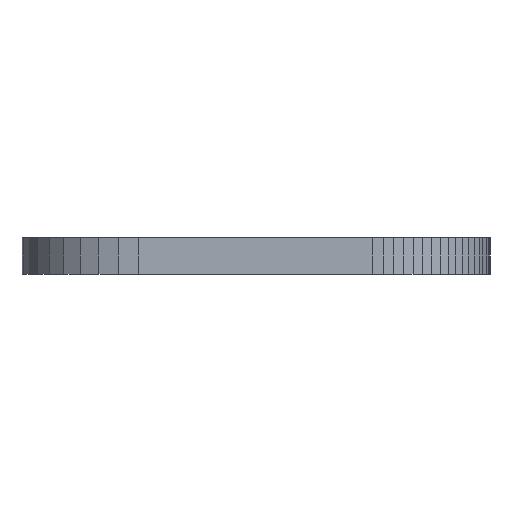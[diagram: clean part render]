
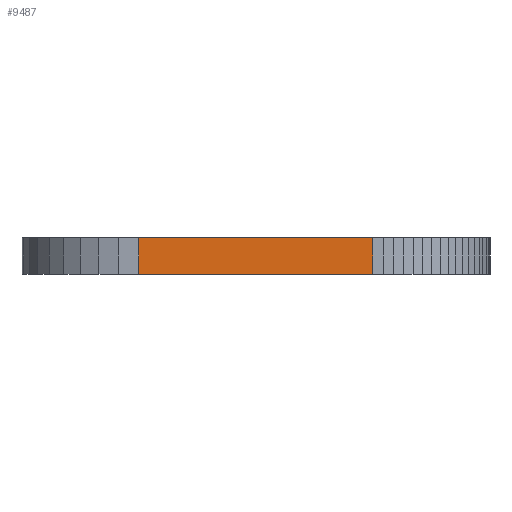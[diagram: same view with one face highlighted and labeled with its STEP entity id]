
A CAD part, left-side view. The second image highlights one B-rep face of the part: STEP entity #9487.
In plain terms, the highlighted planar face has unit normal (-1, 0, 0).
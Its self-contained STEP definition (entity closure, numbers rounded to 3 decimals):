
#44 = PLANE('',#45);
#45 = AXIS2_PLACEMENT_3D('',#46,#47,#48);
#46 = CARTESIAN_POINT('',(2.125,-4.331,-2.));
#47 = DIRECTION('',(-0.,-0.,-1.));
#48 = DIRECTION('',(-1.,0.,0.));
#1196 = VERTEX_POINT('',#1197);
#1197 = CARTESIAN_POINT('',(-25.4,-10.604,-2.));
#1211 = PLANE('',#1212);
#1212 = AXIS2_PLACEMENT_3D('',#1213,#1214,#1215);
#1213 = CARTESIAN_POINT('',(-25.388,-10.881,-1.));
#1214 = DIRECTION('',(-0.999,-0.044,-0.));
#1215 = DIRECTION('',(0.044,-0.999,0.));
#1223 = EDGE_CURVE('',#1224,#1196,#1226,.T.);
#1224 = VERTEX_POINT('',#1225);
#1225 = CARTESIAN_POINT('',(-25.4,2.096,-2.));
#1226 = SURFACE_CURVE('',#1227,(#1231,#1238),.PCURVE_S1.);
#1227 = LINE('',#1228,#1229);
#1228 = CARTESIAN_POINT('',(-25.4,2.096,-2.));
#1229 = VECTOR('',#1230,1.);
#1230 = DIRECTION('',(0.,-1.,0.));
#1231 = PCURVE('',#44,#1232);
#1232 = DEFINITIONAL_REPRESENTATION('',(#1233),#1237);
#1233 = LINE('',#1234,#1235);
#1234 = CARTESIAN_POINT('',(27.525,6.426));
#1235 = VECTOR('',#1236,1.);
#1236 = DIRECTION('',(0.,-1.));
#1237 = ( GEOMETRIC_REPRESENTATION_CONTEXT(2) 
PARAMETRIC_REPRESENTATION_CONTEXT() REPRESENTATION_CONTEXT('2D SPACE',''
  ) );
#1238 = PCURVE('',#1239,#1244);
#1239 = PLANE('',#1240);
#1240 = AXIS2_PLACEMENT_3D('',#1241,#1242,#1243);
#1241 = CARTESIAN_POINT('',(-25.4,-4.254,-1.));
#1242 = DIRECTION('',(-1.,-0.,-0.));
#1243 = DIRECTION('',(0.,0.,-1.));
#1244 = DEFINITIONAL_REPRESENTATION('',(#1245),#1249);
#1245 = LINE('',#1246,#1247);
#1246 = CARTESIAN_POINT('',(1.,-6.35));
#1247 = VECTOR('',#1248,1.);
#1248 = DIRECTION('',(0.,1.));
#1249 = ( GEOMETRIC_REPRESENTATION_CONTEXT(2) 
PARAMETRIC_REPRESENTATION_CONTEXT() REPRESENTATION_CONTEXT('2D SPACE',''
  ) );
#1267 = PLANE('',#1268);
#1268 = AXIS2_PLACEMENT_3D('',#1269,#1270,#1271);
#1269 = CARTESIAN_POINT('',(-25.352,2.647,-1.));
#1270 = DIRECTION('',(-0.996,0.087,
    0.));
#1271 = DIRECTION('',(-0.087,-0.996,
    0.));
#4694 = PLANE('',#4695);
#4695 = AXIS2_PLACEMENT_3D('',#4696,#4697,#4698);
#4696 = CARTESIAN_POINT('',(2.416,-5.167,
    0.));
#4697 = DIRECTION('',(0.,0.,1.));
#4698 = DIRECTION('',(0.,1.,0.));
#5497 = VERTEX_POINT('',#5498);
#5498 = CARTESIAN_POINT('',(-25.4,2.096,
    0.));
#5519 = EDGE_CURVE('',#5520,#5497,#5522,.T.);
#5520 = VERTEX_POINT('',#5521);
#5521 = CARTESIAN_POINT('',(-25.4,-10.604,
    0.));
#5522 = SURFACE_CURVE('',#5523,(#5527,#5534),.PCURVE_S1.);
#5523 = LINE('',#5524,#5525);
#5524 = CARTESIAN_POINT('',(-25.4,-10.604,
    0.));
#5525 = VECTOR('',#5526,1.);
#5526 = DIRECTION('',(0.,1.,0.));
#5527 = PCURVE('',#4694,#5528);
#5528 = DEFINITIONAL_REPRESENTATION('',(#5529),#5533);
#5529 = LINE('',#5530,#5531);
#5530 = CARTESIAN_POINT('',(-5.437,27.816));
#5531 = VECTOR('',#5532,1.);
#5532 = DIRECTION('',(1.,0.));
#5533 = ( GEOMETRIC_REPRESENTATION_CONTEXT(2) 
PARAMETRIC_REPRESENTATION_CONTEXT() REPRESENTATION_CONTEXT('2D SPACE',''
  ) );
#5534 = PCURVE('',#1239,#5535);
#5535 = DEFINITIONAL_REPRESENTATION('',(#5536),#5540);
#5536 = LINE('',#5537,#5538);
#5537 = CARTESIAN_POINT('',(-1.,6.35));
#5538 = VECTOR('',#5539,1.);
#5539 = DIRECTION('',(0.,-1.));
#5540 = ( GEOMETRIC_REPRESENTATION_CONTEXT(2) 
PARAMETRIC_REPRESENTATION_CONTEXT() REPRESENTATION_CONTEXT('2D SPACE',''
  ) );
#9466 = EDGE_CURVE('',#1224,#5497,#9467,.T.);
#9467 = SURFACE_CURVE('',#9468,(#9472,#9479),.PCURVE_S1.);
#9468 = LINE('',#9469,#9470);
#9469 = CARTESIAN_POINT('',(-25.4,2.096,-2.));
#9470 = VECTOR('',#9471,1.);
#9471 = DIRECTION('',(0.,0.,1.));
#9472 = PCURVE('',#1267,#9473);
#9473 = DEFINITIONAL_REPRESENTATION('',(#9474),#9478);
#9474 = LINE('',#9475,#9476);
#9475 = CARTESIAN_POINT('',(0.553,-1.));
#9476 = VECTOR('',#9477,1.);
#9477 = DIRECTION('',(0.,1.));
#9478 = ( GEOMETRIC_REPRESENTATION_CONTEXT(2) 
PARAMETRIC_REPRESENTATION_CONTEXT() REPRESENTATION_CONTEXT('2D SPACE',''
  ) );
#9479 = PCURVE('',#1239,#9480);
#9480 = DEFINITIONAL_REPRESENTATION('',(#9481),#9485);
#9481 = LINE('',#9482,#9483);
#9482 = CARTESIAN_POINT('',(1.,-6.35));
#9483 = VECTOR('',#9484,1.);
#9484 = DIRECTION('',(-1.,0.));
#9485 = ( GEOMETRIC_REPRESENTATION_CONTEXT(2) 
PARAMETRIC_REPRESENTATION_CONTEXT() REPRESENTATION_CONTEXT('2D SPACE',''
  ) );
#9487 = ADVANCED_FACE('',(#9488),#1239,.T.);
#9488 = FACE_BOUND('',#9489,.T.);
#9489 = EDGE_LOOP('',(#9490,#9491,#9492,#9513));
#9490 = ORIENTED_EDGE('',*,*,#9466,.F.);
#9491 = ORIENTED_EDGE('',*,*,#1223,.T.);
#9492 = ORIENTED_EDGE('',*,*,#9493,.T.);
#9493 = EDGE_CURVE('',#1196,#5520,#9494,.T.);
#9494 = SURFACE_CURVE('',#9495,(#9499,#9506),.PCURVE_S1.);
#9495 = LINE('',#9496,#9497);
#9496 = CARTESIAN_POINT('',(-25.4,-10.604,-2.));
#9497 = VECTOR('',#9498,1.);
#9498 = DIRECTION('',(0.,0.,1.));
#9499 = PCURVE('',#1239,#9500);
#9500 = DEFINITIONAL_REPRESENTATION('',(#9501),#9505);
#9501 = LINE('',#9502,#9503);
#9502 = CARTESIAN_POINT('',(1.,6.35));
#9503 = VECTOR('',#9504,1.);
#9504 = DIRECTION('',(-1.,0.));
#9505 = ( GEOMETRIC_REPRESENTATION_CONTEXT(2) 
PARAMETRIC_REPRESENTATION_CONTEXT() REPRESENTATION_CONTEXT('2D SPACE',''
  ) );
#9506 = PCURVE('',#1211,#9507);
#9507 = DEFINITIONAL_REPRESENTATION('',(#9508),#9512);
#9508 = LINE('',#9509,#9510);
#9509 = CARTESIAN_POINT('',(-0.277,-1.));
#9510 = VECTOR('',#9511,1.);
#9511 = DIRECTION('',(0.,1.));
#9512 = ( GEOMETRIC_REPRESENTATION_CONTEXT(2) 
PARAMETRIC_REPRESENTATION_CONTEXT() REPRESENTATION_CONTEXT('2D SPACE',''
  ) );
#9513 = ORIENTED_EDGE('',*,*,#5519,.T.);
